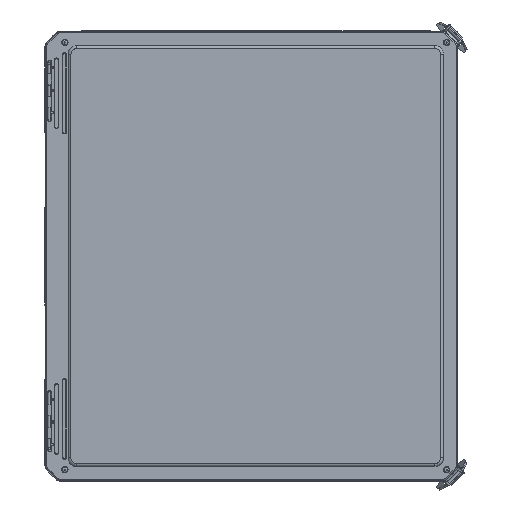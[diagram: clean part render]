
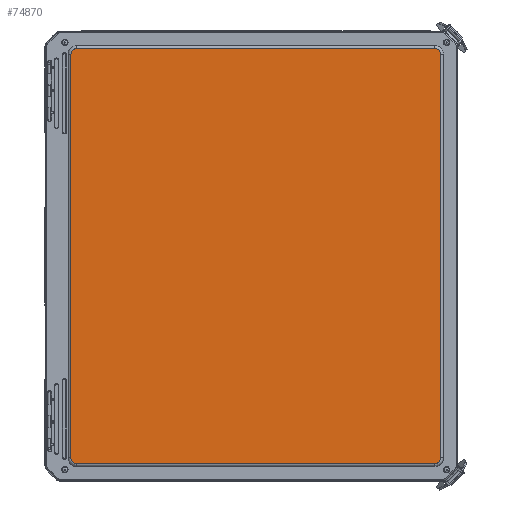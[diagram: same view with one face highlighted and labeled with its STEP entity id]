
A CAD part, top view. The second image highlights one B-rep face of the part: STEP entity #74870.
In plain terms, the highlighted planar face has unit normal (0, 0, 1).
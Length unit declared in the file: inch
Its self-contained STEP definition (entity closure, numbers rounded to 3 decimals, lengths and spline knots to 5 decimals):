
#1594 = CARTESIAN_POINT ( 'NONE',  ( 8.04346, 9.0502, 10.34138 ) ) ;
#2012 = CARTESIAN_POINT ( 'NONE',  ( -7.92744, -9.12434, 10.34138 ) ) ;
#2446 = EDGE_LOOP ( 'NONE', ( #120849, #57443, #16847, #108897, #128418, #84095, #18568, #125078 ) ) ;
#4112 = FACE_OUTER_BOUND ( 'NONE', #2446, .T. ) ;
#4992 = VECTOR ( 'NONE', #70034, 39.37008 ) ;
#6453 = DIRECTION ( 'NONE',  ( 1., 0., 0. ) ) ;
#6481 = VECTOR ( 'NONE', #56858, 39.37008 ) ;
#6952 = CARTESIAN_POINT ( 'NONE',  ( 8.1203, -8.87859, 10.34138 ) ) ;
#11641 = LINE ( 'NONE', #49894, #4992 ) ;
#15838 = CARTESIAN_POINT ( 'NONE',  ( -0.0005, -0.00775, 10.34138 ) ) ;
#16845 = CARTESIAN_POINT ( 'NONE',  ( 7.87034, -9.12855, 10.34138 ) ) ;
#16847 = ORIENTED_EDGE ( 'NONE', *, *, #101525, .F. ) ;
#18568 = ORIENTED_EDGE ( 'NONE', *, *, #28367, .F. ) ;
#18830 = VERTEX_POINT ( 'NONE', #130417 ) ;
#19576 = CARTESIAN_POINT ( 'NONE',  ( 7.87034, -9.12855, 10.34138 ) ) ;
#22616 = CARTESIAN_POINT ( 'NONE',  ( 7.9797, 9.09019, 10.34138 ) ) ;
#23061 = EDGE_CURVE ( 'NONE', #57071, #62914, #43888, .T. ) ;
#23485 = CARTESIAN_POINT ( 'NONE',  ( -7.89004, 9.11305, 10.34138 ) ) ;
#26090 = CARTESIAN_POINT ( 'NONE',  ( -0.0005, -9.12855, 10.34138 ) ) ;
#28367 = EDGE_CURVE ( 'NONE', #86045, #57071, #77628, .T. ) ;
#30258 = CARTESIAN_POINT ( 'NONE',  ( 7.87034, 9.11305, 10.34138 ) ) ;
#33317 = CARTESIAN_POINT ( 'NONE',  ( -7.87134, 9.11305, 10.34138 ) ) ;
#33786 = CARTESIAN_POINT ( 'NONE',  ( -7.94614, 9.10679, 10.34138 ) ) ;
#34243 = CARTESIAN_POINT ( 'NONE',  ( -8.10424, 8.97526, 10.34138 ) ) ;
#37385 = B_SPLINE_CURVE_WITH_KNOTS ( 'NONE', 3,
 ( #129896, #131314, #2012, #111756, #100113, #111312, #133171, #57018 ),
 .UNSPECIFIED., .F., .F.,
 ( 4, 1, 1, 1, 1, 4 ),
 ( 0., 0.14286, 0.28571, 0.42857, 0.71429, 1. ),
 .UNSPECIFIED. ) ;
#37878 = EDGE_CURVE ( 'NONE', #68310, #66340, #97030, .T. ) ;
#43888 = LINE ( 'NONE', #91645, #58889 ) ;
#49894 = CARTESIAN_POINT ( 'NONE',  ( -8.1213, -0.00775, 10.34138 ) ) ;
#53597 = B_SPLINE_CURVE_WITH_KNOTS ( 'NONE', 3,
 ( #6952, #125517, #137639, #125972, #61937, #83520, #19576 ),
 .UNSPECIFIED., .F., .F.,
 ( 4, 1, 1, 1, 4 ),
 ( 0., 0.28571, 0.57143, 0.85714, 1. ),
 .UNSPECIFIED. ) ;
#53847 = CARTESIAN_POINT ( 'NONE',  ( -8.1213, 8.86309, 10.34138 ) ) ;
#54275 = CARTESIAN_POINT ( 'NONE',  ( 7.88904, 9.11305, 10.34138 ) ) ;
#55127 = CARTESIAN_POINT ( 'NONE',  ( 8.1203, 8.86309, 10.34138 ) ) ;
#55978 = B_SPLINE_CURVE_WITH_KNOTS ( 'NONE', 3,
 ( #136060, #97747, #34243, #108951, #33786, #23485, #33317 ),
 .UNSPECIFIED., .F., .F.,
 ( 4, 1, 1, 1, 4 ),
 ( 0., 0.28571, 0.57143, 0.85714, 1. ),
 .UNSPECIFIED. ) ;
#56858 = DIRECTION ( 'NONE',  ( 1., 0., 0. ) ) ;
#57018 = CARTESIAN_POINT ( 'NONE',  ( -8.1213, -8.87859, 10.34138 ) ) ;
#57071 = VERTEX_POINT ( 'NONE', #55127 ) ;
#57443 = ORIENTED_EDGE ( 'NONE', *, *, #96716, .F. ) ;
#58334 = EDGE_CURVE ( 'NONE', #62914, #68310, #53597, .T. ) ;
#58488 = VECTOR ( 'NONE', #121792, 39.37008 ) ;
#58889 = VECTOR ( 'NONE', #79073, 39.37008 ) ;
#61937 = CARTESIAN_POINT ( 'NONE',  ( 7.94514, -9.12228, 10.34138 ) ) ;
#62914 = VERTEX_POINT ( 'NONE', #81604 ) ;
#65553 = VERTEX_POINT ( 'NONE', #53847 ) ;
#66340 = VERTEX_POINT ( 'NONE', #96010 ) ;
#66429 = CARTESIAN_POINT ( 'NONE',  ( 7.92644, 9.10885, 10.34138 ) ) ;
#68310 = VERTEX_POINT ( 'NONE', #16845 ) ;
#70034 = DIRECTION ( 'NONE',  ( 0., 1., 0. ) ) ;
#74870 = ADVANCED_FACE ( 'NONE', ( #4112 ), #79814, .F. ) ;
#76253 = CARTESIAN_POINT ( 'NONE',  ( 8.1203, 8.86309, 10.34138 ) ) ;
#77628 = B_SPLINE_CURVE_WITH_KNOTS ( 'NONE', 3,
 ( #97332, #54275, #66429, #22616, #1594, #108098, #128996, #76253 ),
 .UNSPECIFIED., .F., .F.,
 ( 4, 1, 1, 1, 1, 4 ),
 ( 0., 0.14286, 0.28571, 0.42857, 0.71429, 1. ),
 .UNSPECIFIED. ) ;
#77947 = CARTESIAN_POINT ( 'NONE',  ( -0.0005, 9.11305, 10.34138 ) ) ;
#78304 = LINE ( 'NONE', #77947, #6481 ) ;
#79073 = DIRECTION ( 'NONE',  ( 0., -1., 0. ) ) ;
#79814 = PLANE ( 'NONE',  #84584 ) ;
#81604 = CARTESIAN_POINT ( 'NONE',  ( 8.1203, -8.87859, 10.34138 ) ) ;
#83520 = CARTESIAN_POINT ( 'NONE',  ( 7.88904, -9.12855, 10.34138 ) ) ;
#83993 = DIRECTION ( 'NONE',  ( 0., 0., -1. ) ) ;
#84095 = ORIENTED_EDGE ( 'NONE', *, *, #23061, .F. ) ;
#84584 = AXIS2_PLACEMENT_3D ( 'NONE', #15838, #83993, #6453 ) ;
#86045 = VERTEX_POINT ( 'NONE', #30258 ) ;
#91645 = CARTESIAN_POINT ( 'NONE',  ( 8.1203, -0.00775, 10.34138 ) ) ;
#94259 = VERTEX_POINT ( 'NONE', #118816 ) ;
#96010 = CARTESIAN_POINT ( 'NONE',  ( -7.87134, -9.12855, 10.34138 ) ) ;
#96716 = EDGE_CURVE ( 'NONE', #18830, #65553, #11641, .T. ) ;
#97030 = LINE ( 'NONE', #26090, #58488 ) ;
#97332 = CARTESIAN_POINT ( 'NONE',  ( 7.87034, 9.11305, 10.34138 ) ) ;
#97747 = CARTESIAN_POINT ( 'NONE',  ( -8.1213, 8.90049, 10.34138 ) ) ;
#100113 = CARTESIAN_POINT ( 'NONE',  ( -8.04446, -9.06569, 10.34138 ) ) ;
#101525 = EDGE_CURVE ( 'NONE', #66340, #18830, #37385, .T. ) ;
#108098 = CARTESIAN_POINT ( 'NONE',  ( 8.10324, 8.97527, 10.34138 ) ) ;
#108897 = ORIENTED_EDGE ( 'NONE', *, *, #37878, .F. ) ;
#108951 = CARTESIAN_POINT ( 'NONE',  ( -8.03251, 9.06521, 10.34138 ) ) ;
#111297 = EDGE_CURVE ( 'NONE', #65553, #94259, #55978, .T. ) ;
#111312 = CARTESIAN_POINT ( 'NONE',  ( -8.10424, -8.99077, 10.34138 ) ) ;
#111756 = CARTESIAN_POINT ( 'NONE',  ( -7.9807, -9.10569, 10.34138 ) ) ;
#118816 = CARTESIAN_POINT ( 'NONE',  ( -7.87134, 9.11305, 10.34138 ) ) ;
#120849 = ORIENTED_EDGE ( 'NONE', *, *, #111297, .F. ) ;
#121792 = DIRECTION ( 'NONE',  ( -1., 0., 0. ) ) ;
#125074 = EDGE_CURVE ( 'NONE', #94259, #86045, #78304, .T. ) ;
#125078 = ORIENTED_EDGE ( 'NONE', *, *, #125074, .F. ) ;
#125517 = CARTESIAN_POINT ( 'NONE',  ( 8.1203, -8.91598, 10.34138 ) ) ;
#125972 = CARTESIAN_POINT ( 'NONE',  ( 8.03151, -9.08071, 10.34138 ) ) ;
#128418 = ORIENTED_EDGE ( 'NONE', *, *, #58334, .F. ) ;
#128996 = CARTESIAN_POINT ( 'NONE',  ( 8.1203, 8.90049, 10.34138 ) ) ;
#129896 = CARTESIAN_POINT ( 'NONE',  ( -7.87134, -9.12855, 10.34138 ) ) ;
#130417 = CARTESIAN_POINT ( 'NONE',  ( -8.1213, -8.87859, 10.34138 ) ) ;
#131314 = CARTESIAN_POINT ( 'NONE',  ( -7.89004, -9.12855, 10.34138 ) ) ;
#133171 = CARTESIAN_POINT ( 'NONE',  ( -8.1213, -8.91598, 10.34138 ) ) ;
#136060 = CARTESIAN_POINT ( 'NONE',  ( -8.1213, 8.86309, 10.34138 ) ) ;
#137639 = CARTESIAN_POINT ( 'NONE',  ( 8.10324, -8.99075, 10.34138 ) ) ;
